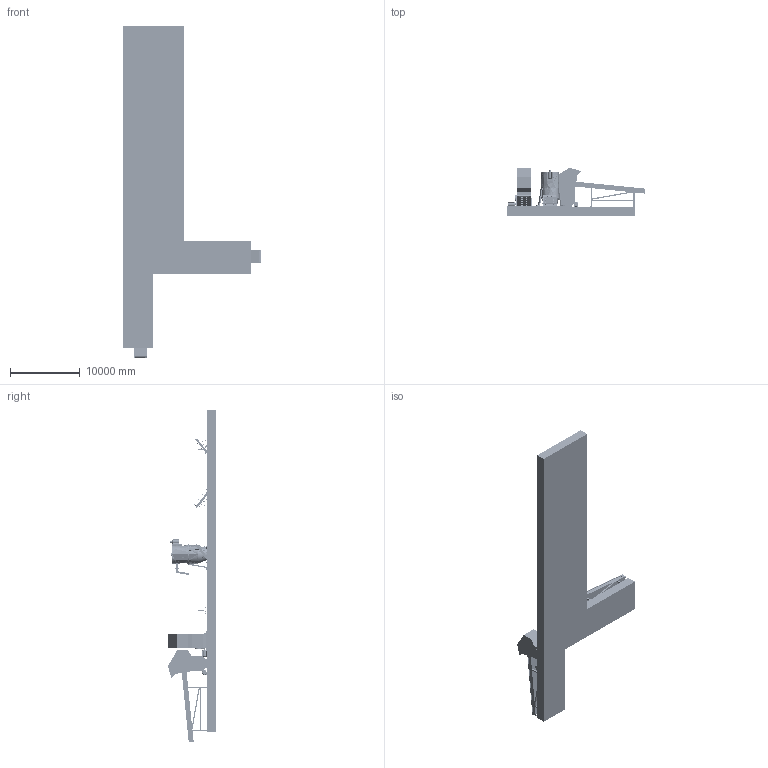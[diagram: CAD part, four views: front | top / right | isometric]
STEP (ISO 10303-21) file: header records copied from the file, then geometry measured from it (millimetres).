
FILE_DESCRIPTION(('FreeCAD Model'),'2;1');
FILE_NAME('Open CASCADE Shape Model','2025-04-25T21:59:10',('FreeCAD'),( 'FreeCAD'),'Open CASCADE STEP processor 7.6','FreeCAD','Unknown');
FILE_SCHEMA(('AUTOMOTIVE_DESIGN { 1 0 10303 214 1 1 1 1 }'));
Products named in the file (1): Open CASCADE STEP translator 7.6 1
Bounding box: 19880.56 x 6873.33 x 47509.17 mm (x, y, z)
Volume: 557732831239.6 mm3; surface area: 2569998987.4 mm2
Topology: 147 solids, 152 shells, 6060 faces, 14203 edges, 9424 vertices
Faces by surface type: bspline 6060
Entity records: 195636 total; most frequent: CARTESIAN_POINT 110425, ORIENTED_EDGE 28406, EDGE_CURVE 14203, VERTEX_POINT 9424, B_SPLINE_CURVE_WITH_KNOTS 8335, FACE_BOUND 7657, EDGE_LOOP 7657, ADVANCED_FACE 6060
